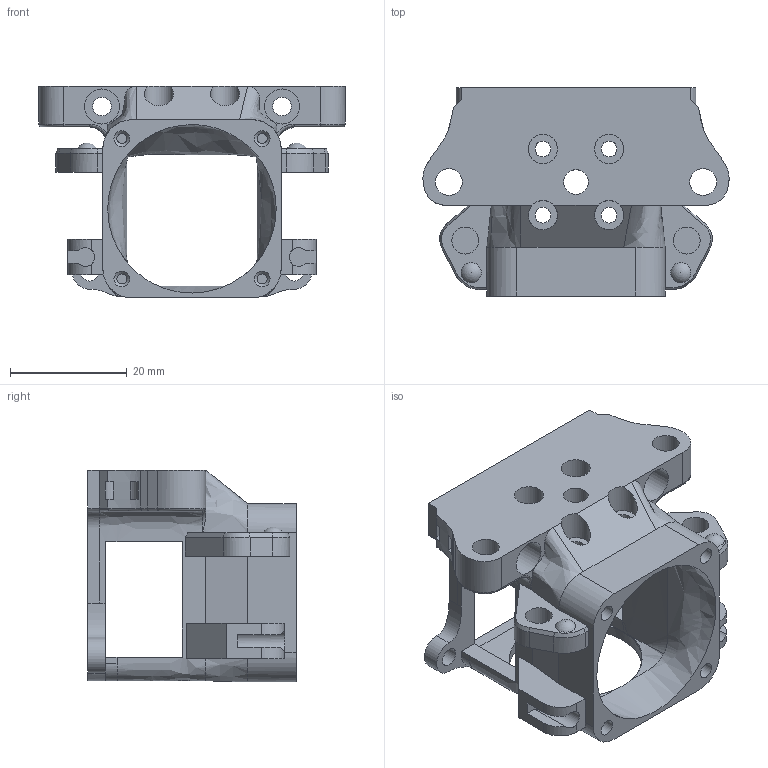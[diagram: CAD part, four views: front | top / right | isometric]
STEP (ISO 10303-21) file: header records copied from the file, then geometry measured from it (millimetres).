
FILE_DESCRIPTION(/* description */ (''),/* implementation_level */ '2;1');
FILE_NAME(/* name */ 'Mantis_MGN12_Libra_Mini_Hotend Mount.step',/* time_stamp */ '2022-03-03T20:34:43-06:00',/* author */ (''),/* organization */ (''),/* preprocessor_version */ 'ST-DEVELOPER v18.1',/* originating_system */ 'Autodesk Translation Framework v10.13.0.1454',/* authorisation */ '');
FILE_SCHEMA (('AUTOMOTIVE_DESIGN { 1 0 10303 214 3 1 1 }'));
Length unit declared in the file: millimetre
Products named in the file (3): Mantis_MGN12_Libra_Mini_Hotend Mount; Carriage; Component64
Assembly tree (2 placements, depth 3):
  Mantis_MGN12_Libra_Mini_Hotend Mount
    Carriage
      Component64
Bounding box: 52.37 x 35.65 x 36.25 mm (x, y, z)
Volume: 16099.9 mm3; surface area: 10823.2 mm2
Topology: 1 solids, 1 shells, 191 faces, 547 edges, 360 vertices
Faces by surface type: plane 87, cylinder 50, bspline 46, cone 6, sphere 2
Full cylindrical faces by diameter (mm): 2.7 x8, 3.2 x4, 4.2 x1, 4.6 x4, 5 x4, 6 x2
Entity records: 10117 total; most frequent: CARTESIAN_POINT 5249, ORIENTED_EDGE 1090, DIRECTION 834, EDGE_CURVE 545, VERTEX_POINT 360, AXIS2_PLACEMENT_3D 282, LINE 270, VECTOR 270
